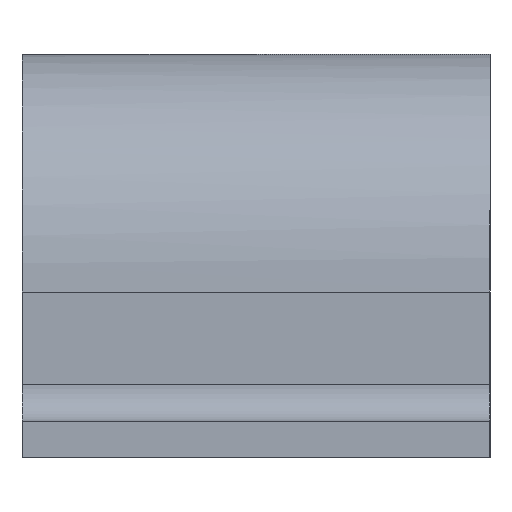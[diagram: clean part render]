
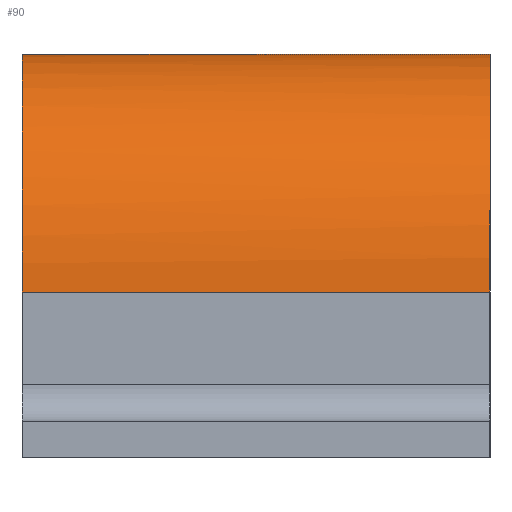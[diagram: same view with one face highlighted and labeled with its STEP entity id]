
A CAD part, left-side view. The second image highlights one B-rep face of the part: STEP entity #90.
In plain terms, the highlighted free-form (B-spline) face has degree [3, 1] with [4, 2] control points.
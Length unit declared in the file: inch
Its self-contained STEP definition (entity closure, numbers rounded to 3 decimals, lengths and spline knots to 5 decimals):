
#90=ADVANCED_FACE('',(#210),#211,.T.);
#210=FACE_OUTER_BOUND('',#386,.T.);
#211=B_SPLINE_SURFACE_WITH_KNOTS('',3,1,((#387,#388),(#389,#390),(#391,#392),(#393,#394)),.UNSPECIFIED.,.F.,.F.,.F.,(4,4),(2,2),(0.0,1.0),(0.0,1.625),.UNSPECIFIED.);
#386=EDGE_LOOP('',(#706,#707,#708,#709));
#387=CARTESIAN_POINT('',(1.67189,1.625,1.40035));
#388=CARTESIAN_POINT('',(1.67189,0.,1.40035));
#389=CARTESIAN_POINT('',(1.21615,1.625,1.40035));
#390=CARTESIAN_POINT('',(1.21615,0.,1.40035));
#391=CARTESIAN_POINT('',(0.87486,1.625,1.03087));
#392=CARTESIAN_POINT('',(0.87486,0.,1.03087));
#393=CARTESIAN_POINT('',(0.87486,1.625,0.57513));
#394=CARTESIAN_POINT('',(0.87486,0.,0.57513));
#706=ORIENTED_EDGE('',*,*,#927,.T.);
#707=ORIENTED_EDGE('',*,*,#928,.F.);
#708=ORIENTED_EDGE('',*,*,#900,.T.);
#709=ORIENTED_EDGE('',*,*,#929,.T.);
#900=EDGE_CURVE('',#1018,#1016,#1019,.T.);
#927=EDGE_CURVE('',#1065,#1066,#1067,.T.);
#928=EDGE_CURVE('',#1018,#1066,#1068,.T.);
#929=EDGE_CURVE('',#1016,#1065,#1069,.T.);
#1016=VERTEX_POINT('',#1193);
#1018=VERTEX_POINT('',#1196);
#1019=B_SPLINE_CURVE_WITH_KNOTS('',3,(#1197,#1198,#1199,#1200),.UNSPECIFIED.,.F.,.F.,(4,4),(0.0,1.0),.UNSPECIFIED.);
#1065=VERTEX_POINT('',#1290);
#1066=VERTEX_POINT('',#1291);
#1067=B_SPLINE_CURVE_WITH_KNOTS('',3,(#1292,#1293,#1294,#1295),.UNSPECIFIED.,.F.,.F.,(4,4),(-1.0,-0.0),.UNSPECIFIED.);
#1068=LINE('',#1296,#1297);
#1069=LINE('',#1298,#1299);
#1193=CARTESIAN_POINT('',(0.87486,1.625,0.57513));
#1196=CARTESIAN_POINT('',(1.67189,1.625,1.40035));
#1197=CARTESIAN_POINT('',(1.67189,1.625,1.40035));
#1198=CARTESIAN_POINT('',(1.21615,1.625,1.40035));
#1199=CARTESIAN_POINT('',(0.87486,1.625,1.03087));
#1200=CARTESIAN_POINT('',(0.87486,1.625,0.57513));
#1290=CARTESIAN_POINT('',(0.87486,0.,0.57513));
#1291=CARTESIAN_POINT('',(1.67189,0.,1.40035));
#1292=CARTESIAN_POINT('',(0.87486,0.,0.57513));
#1293=CARTESIAN_POINT('',(0.87486,0.,1.03087));
#1294=CARTESIAN_POINT('',(1.21615,0.,1.40035));
#1295=CARTESIAN_POINT('',(1.67189,0.,1.40035));
#1296=CARTESIAN_POINT('',(1.67189,1.625,1.40035));
#1297=VECTOR('',#1472,1.0);
#1298=CARTESIAN_POINT('',(0.87486,1.625,0.57513));
#1299=VECTOR('',#1473,1.0);
#1472=DIRECTION('',(0.0,-1.0,0.0));
#1473=DIRECTION('',(0.0,-1.0,0.0));
